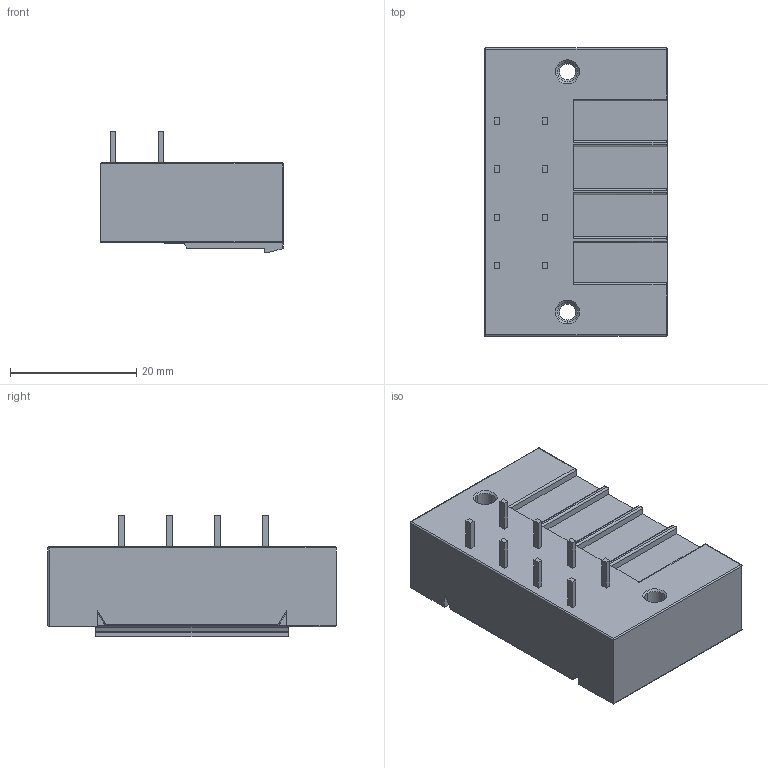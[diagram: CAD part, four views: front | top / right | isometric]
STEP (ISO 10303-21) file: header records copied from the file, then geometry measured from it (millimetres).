
FILE_DESCRIPTION((''),'2;1');
FILE_NAME('TLPHW-516R-','2024-09-11T15:59:40',('sheji'),(''),'CREO PARAMETRIC BY PTC INC, 2018100','CREO PARAMETRIC BY PTC INC, 2018100','');
FILE_SCHEMA(('CONFIG_CONTROL_DESIGN'));
Length unit declared in the file: millimetre
Products named in the file (1): TLPHW-516R-
Bounding box: 29 x 45.72 x 19.29 mm (x, y, z)
Volume: 12466.5 mm3; surface area: 7889.1 mm2
Topology: 1 solids, 1 shells, 397 faces, 1065 edges, 694 vertices
Faces by surface type: plane 273, cylinder 97, cone 20, sphere 5, torus 2
Entity records: 12400 total; most frequent: CARTESIAN_POINT 2291, ORIENTED_EDGE 2130, DIRECTION 2028, EDGE_CURVE 1065, VECTOR 846, LINE 846, VERTEX_POINT 694, AXIS2_PLACEMENT_3D 591
